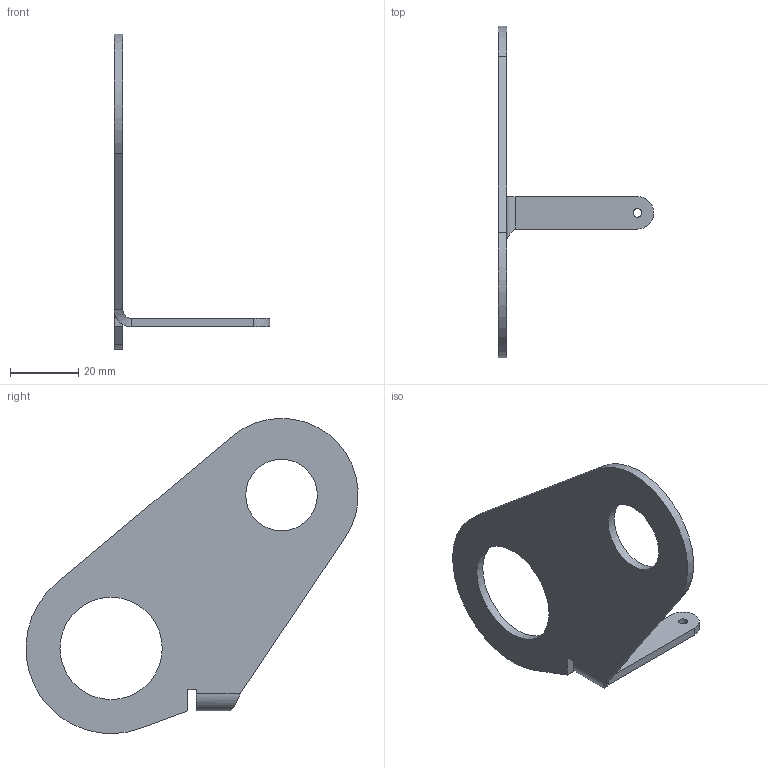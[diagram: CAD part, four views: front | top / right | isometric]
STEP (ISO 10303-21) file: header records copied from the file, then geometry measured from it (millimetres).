
FILE_DESCRIPTION(/* description */ (''),/* implementation_level */ '2;1');
FILE_NAME(/* name */ 'elbow_right v8.step',/* time_stamp */ '2018-09-06T12:05:15+02:00',/* author */ ('alexandre.oeconomos'),/* organization */ (''),/* preprocessor_version */ 'ST-DEVELOPER v17.2',/* originating_system */ 'Autodesk Translation Framework v7.6.0.251',/* authorisation */ '');
FILE_SCHEMA (('AUTOMOTIVE_DESIGN { 1 0 10303 214 3 1 1 }'));
Length unit declared in the file: millimetre
Products named in the file (1): elbow_right
Bounding box: 45.59 x 97.39 x 92.49 mm (x, y, z)
Volume: 11814.7 mm3; surface area: 10824.1 mm2
Topology: 1 solids, 1 shells, 22 faces, 53 edges, 33 vertices
Faces by surface type: plane 13, cylinder 8, bspline 1
Full cylindrical faces by diameter (mm): 2.529 x1, 21 x1, 30 x1
Entity records: 714 total; most frequent: CARTESIAN_POINT 150, DIRECTION 109, ORIENTED_EDGE 106, EDGE_CURVE 53, LINE 37, VECTOR 37, AXIS2_PLACEMENT_3D 36, VERTEX_POINT 33
